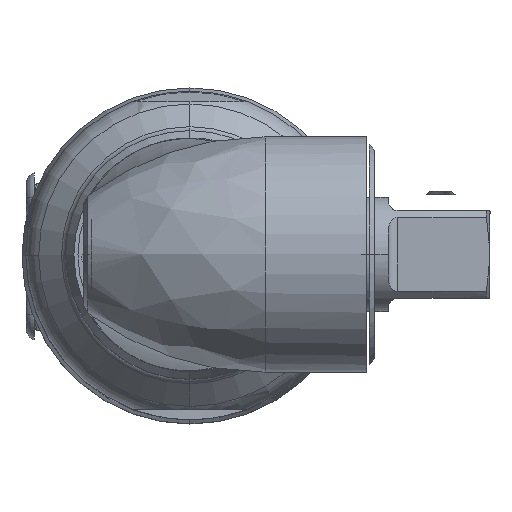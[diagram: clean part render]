
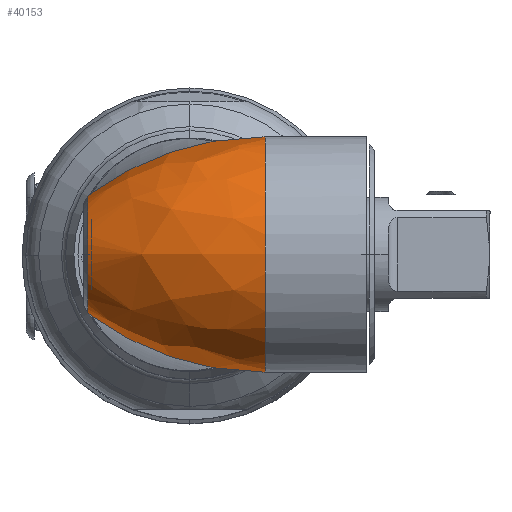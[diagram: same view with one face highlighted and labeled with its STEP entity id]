
A CAD part, top view. The second image highlights one B-rep face of the part: STEP entity #40153.
In plain terms, the highlighted free-form (B-spline) face has degree [3, 3] with [7, 4] control points.
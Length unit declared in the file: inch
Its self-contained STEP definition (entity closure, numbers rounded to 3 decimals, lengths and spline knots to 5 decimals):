
#38757=CARTESIAN_POINT('',(-0.43658,0.,3.8948));
#38758=DIRECTION('',(1.,0.,0.));
#38759=DIRECTION('',(0.,0.987,-0.162));
#38760=AXIS2_PLACEMENT_3D('',#38757,#38758,#38759);
#39149=CARTESIAN_POINT('',(-0.41595,-0.26406,
3.8948));
#39217=CARTESIAN_POINT('',(0.09836,0.48277,
3.8948));
#39218=CARTESIAN_POINT('',(0.10254,0.48352,
3.88747));
#39219=CARTESIAN_POINT('',(0.11068,0.48461,
3.87298));
#39220=CARTESIAN_POINT('',(0.12211,0.48506,
3.85179));
#39221=CARTESIAN_POINT('',(0.13272,0.48444,
3.83116));
#39222=CARTESIAN_POINT('',(0.13922,0.48336,
3.81779));
#39223=CARTESIAN_POINT('',(0.14232,0.48268,
3.81122));
#39225=CARTESIAN_POINT('',(0.14232,-0.48268,
3.81122));
#39226=CARTESIAN_POINT('',(0.13922,-0.48336,
3.81779));
#39227=CARTESIAN_POINT('',(0.13272,-0.48444,
3.83116));
#39228=CARTESIAN_POINT('',(0.12211,-0.48506,
3.85179));
#39229=CARTESIAN_POINT('',(0.11068,-0.48461,
3.87298));
#39230=CARTESIAN_POINT('',(0.10254,-0.48352,
3.88747));
#39231=CARTESIAN_POINT('',(0.09836,-0.48277,
3.8948));
#39233=CARTESIAN_POINT('',(0.32,0.7525,3.8948));
#39234=DIRECTION('',(0.,0.,1.));
#39235=DIRECTION('',(-0.586,-0.81,0.));
#39236=AXIS2_PLACEMENT_3D('',#39233,#39234,#39235);
#39238=CARTESIAN_POINT('',(-0.41595,-0.26406,
3.8948));
#39239=CARTESIAN_POINT('',(-0.41997,-0.26115,
3.88769));
#39240=CARTESIAN_POINT('',(-0.42742,-0.25511,
3.87388));
#39241=CARTESIAN_POINT('',(-0.43371,-0.24875,
3.86084));
#39242=CARTESIAN_POINT('',(-0.43658,-0.24552,
3.85448));
#39244=CARTESIAN_POINT('',(-0.43658,0.24552,
3.85448));
#39245=CARTESIAN_POINT('',(-0.43371,0.24875,
3.86084));
#39246=CARTESIAN_POINT('',(-0.42742,0.25511,
3.87388));
#39247=CARTESIAN_POINT('',(-0.41997,0.26115,
3.88769));
#39248=CARTESIAN_POINT('',(-0.41595,0.26406,
3.8948));
#39250=CARTESIAN_POINT('',(0.32,-0.7525,3.8948));
#39251=DIRECTION('',(0.,0.,1.));
#39252=DIRECTION('',(-0.177,0.984,0.));
#39253=AXIS2_PLACEMENT_3D('',#39250,#39251,#39252);
#39271=CARTESIAN_POINT('',(0.32,0.40782,3.60122));
#39272=CARTESIAN_POINT('',(0.30906,0.415,
3.61119));
#39273=CARTESIAN_POINT('',(0.28731,0.42811,
3.63142));
#39274=CARTESIAN_POINT('',(0.2553,0.44447,
3.66283));
#39275=CARTESIAN_POINT('',(0.22531,0.45742,
3.69438));
#39276=CARTESIAN_POINT('',(0.19821,0.46731,
3.72559));
#39277=CARTESIAN_POINT('',(0.17484,0.47455,
3.75595));
#39278=CARTESIAN_POINT('',(0.15578,0.4796,
3.78498));
#39279=CARTESIAN_POINT('',(0.14633,0.48179,
3.80273));
#39280=CARTESIAN_POINT('',(0.14232,0.48268,
3.81122));
#39320=CARTESIAN_POINT('',(0.32,0.,3.8948));
#39321=DIRECTION('',(-1.,0.,0.));
#39322=DIRECTION('',(0.,-0.812,
-0.584));
#39323=AXIS2_PLACEMENT_3D('',#39320,#39321,#39322);
#39469=CARTESIAN_POINT('',(0.14232,-0.48268,
3.81122));
#39470=CARTESIAN_POINT('',(0.1464,-0.48177,
3.80257));
#39471=CARTESIAN_POINT('',(0.156,-0.47955,
3.78459));
#39472=CARTESIAN_POINT('',(0.17517,-0.47445,
3.75548));
#39473=CARTESIAN_POINT('',(0.19855,-0.4672,
3.72519));
#39474=CARTESIAN_POINT('',(0.22557,-0.45732,
3.6941));
#39475=CARTESIAN_POINT('',(0.25542,-0.44441,
3.66271));
#39476=CARTESIAN_POINT('',(0.2873,-0.42811,
3.63144));
#39477=CARTESIAN_POINT('',(0.30905,-0.41501,
3.6112));
#39478=CARTESIAN_POINT('',(0.32,-0.40782,3.60122));
#39485=CARTESIAN_POINT('',(0.09836,0.48277,
3.8948));
#39514=CARTESIAN_POINT('',(-0.41595,0.26406,
3.8948));
#39588=VERTEX_POINT('',#39485);
#39589=VERTEX_POINT('',#39223);
#39591=VERTEX_POINT('',#39271);
#39592=VERTEX_POINT('',#39514);
#39594=VERTEX_POINT('',#39244);
#39596=VERTEX_POINT('',#39149);
#39597=VERTEX_POINT('',#39242);
#39600=VERTEX_POINT('',#39469);
#39601=VERTEX_POINT('',#39478);
#39602=VERTEX_POINT('',#39231);
#40104=CARTESIAN_POINT('',(-0.44948,0.18093,
3.73874));
#40105=CARTESIAN_POINT('',(-0.22278,0.31416,
3.62383));
#40106=CARTESIAN_POINT('',(0.0493,0.38324,
3.56424));
#40107=CARTESIAN_POINT('',(0.33624,0.38043,
3.56666));
#40108=CARTESIAN_POINT('',(-0.44948,0.33574,
3.91823));
#40109=CARTESIAN_POINT('',(-0.22278,0.58298,
3.93549));
#40110=CARTESIAN_POINT('',(0.0493,0.71118,
3.94443));
#40111=CARTESIAN_POINT('',(0.33624,0.70596,
3.94407));
#40112=CARTESIAN_POINT('',(-0.44948,0.23703,
4.13373));
#40113=CARTESIAN_POINT('',(-0.22278,0.41158,
4.30968));
#40114=CARTESIAN_POINT('',(0.0493,0.50208,
4.40091));
#40115=CARTESIAN_POINT('',(0.33624,0.4984,
4.39719));
#40116=CARTESIAN_POINT('',(-0.44948,0.,4.13373));
#40117=CARTESIAN_POINT('',(-0.22278,0.,
4.30968));
#40118=CARTESIAN_POINT('',(0.0493,0.,
4.40091));
#40119=CARTESIAN_POINT('',(0.33624,0.,
4.39719));
#40120=CARTESIAN_POINT('',(-0.44948,-0.23703,
4.13373));
#40121=CARTESIAN_POINT('',(-0.22278,-0.41158,
4.30968));
#40122=CARTESIAN_POINT('',(0.0493,-0.50208,
4.40091));
#40123=CARTESIAN_POINT('',(0.33624,-0.4984,
4.39719));
#40124=CARTESIAN_POINT('',(-0.44948,-0.33574,
3.91823));
#40125=CARTESIAN_POINT('',(-0.22278,-0.58298,
3.93549));
#40126=CARTESIAN_POINT('',(0.0493,-0.71118,
3.94443));
#40127=CARTESIAN_POINT('',(0.33624,-0.70596,
3.94407));
#40128=CARTESIAN_POINT('',(-0.44948,-0.18093,
3.73874));
#40129=CARTESIAN_POINT('',(-0.22278,-0.31416,
3.62383));
#40130=CARTESIAN_POINT('',(0.0493,-0.38324,
3.56424));
#40131=CARTESIAN_POINT('',(0.33624,-0.38043,
3.56666));
#40132=(BOUNDED_SURFACE()B_SPLINE_SURFACE(3,3,((#40104,#40105,#40106,#40107),(
#40108,#40109,#40110,#40111),(#40112,#40113,#40114,#40115),(#40116,#40117,
#40118,#40119),(#40120,#40121,#40122,#40123),(#40124,#40125,#40126,#40127),(
#40128,#40129,#40130,#40131)),.UNSPECIFIED.,.F.,.F.,.F.)B_SPLINE_SURFACE_WITH_KNOTS((4,3,4),(4,4),(0.,1.,2.),(0.,1.),.UNSPECIFIED.)GEOMETRIC_REPRESENTATION_ITEM()RATIONAL_B_SPLINE_SURFACE(((1.453,1.398,
1.398,1.453),(0.888,0.854,
0.854,0.888),(0.888,0.854,
0.854,0.888),(1.453,1.398,
1.398,1.453),(0.888,0.854,
0.854,0.888),(0.888,0.854,
0.854,0.888),(1.453,1.398,
1.398,1.453)))REPRESENTATION_ITEM('')SURFACE());
#40134=ORIENTED_EDGE('',*,*,#40133,.T.);
#40136=ORIENTED_EDGE('',*,*,#40135,.F.);
#40138=ORIENTED_EDGE('',*,*,#40137,.F.);
#40140=ORIENTED_EDGE('',*,*,#40139,.F.);
#40142=ORIENTED_EDGE('',*,*,#40141,.T.);
#40143=ORIENTED_EDGE('',*,*,#40099,.F.);
#40145=ORIENTED_EDGE('',*,*,#40144,.T.);
#40146=ORIENTED_EDGE('',*,*,#39669,.F.);
#40148=ORIENTED_EDGE('',*,*,#40147,.T.);
#40150=ORIENTED_EDGE('',*,*,#40149,.F.);
#40151=EDGE_LOOP('',(#40134,#40136,#40138,#40140,#40142,#40143,#40145,#40146,
#40148,#40150));
#40152=FACE_OUTER_BOUND('',#40151,.F.);
#40153=ADVANCED_FACE('',(#40152),#40132,.T.);
#38761=CIRCLE('',#38760,0.2488);
#39224=B_SPLINE_CURVE_WITH_KNOTS('',3,(#39217,#39218,#39219,#39220,#39221,
#39222,#39223),.UNSPECIFIED.,.F.,.F.,(4,1,1,1,4),(0.,0.25,0.5,0.75,
1.),.UNSPECIFIED.);
#39232=B_SPLINE_CURVE_WITH_KNOTS('',3,(#39225,#39226,#39227,#39228,#39229,
#39230,#39231),.UNSPECIFIED.,.F.,.F.,(4,1,1,1,4),(0.,0.25,0.5,0.75,
1.),.UNSPECIFIED.);
#39237=CIRCLE('',#39236,1.255);
#39243=B_SPLINE_CURVE_WITH_KNOTS('',3,(#39238,#39239,#39240,#39241,#39242),
.UNSPECIFIED.,.F.,.F.,(4,1,4),(0.,0.5,1.),.UNSPECIFIED.);
#39249=B_SPLINE_CURVE_WITH_KNOTS('',3,(#39244,#39245,#39246,#39247,#39248),
.UNSPECIFIED.,.F.,.F.,(4,1,4),(0.,0.5,1.),.UNSPECIFIED.);
#39254=CIRCLE('',#39253,1.255);
#39281=B_SPLINE_CURVE_WITH_KNOTS('',3,(#39271,#39272,#39273,#39274,#39275,
#39276,#39277,#39278,#39279,#39280),.UNSPECIFIED.,.F.,.F.,(4,1,1,1,1,1,1,4),(
0.,0.14286,0.28571,0.42857,0.57143,
0.71429,0.85714,1.),.UNSPECIFIED.);
#39324=CIRCLE('',#39323,0.5025);
#39479=B_SPLINE_CURVE_WITH_KNOTS('',3,(#39469,#39470,#39471,#39472,#39473,
#39474,#39475,#39476,#39477,#39478),.UNSPECIFIED.,.F.,.F.,(4,1,1,1,1,1,1,4),(
0.,0.14286,0.28571,0.42857,0.57143,
0.71429,0.85714,1.),.UNSPECIFIED.);
#39669=EDGE_CURVE('',#39594,#39597,#38761,.T.);
#40099=EDGE_CURVE('',#39596,#39602,#39237,.T.);
#40133=EDGE_CURVE('',#39588,#39589,#39224,.T.);
#40135=EDGE_CURVE('',#39591,#39589,#39281,.T.);
#40137=EDGE_CURVE('',#39601,#39591,#39324,.T.);
#40139=EDGE_CURVE('',#39600,#39601,#39479,.T.);
#40141=EDGE_CURVE('',#39600,#39602,#39232,.T.);
#40144=EDGE_CURVE('',#39596,#39597,#39243,.T.);
#40147=EDGE_CURVE('',#39594,#39592,#39249,.T.);
#40149=EDGE_CURVE('',#39588,#39592,#39254,.T.);
